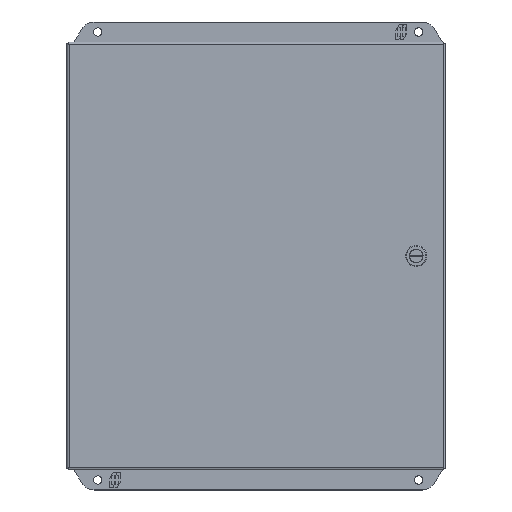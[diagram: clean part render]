
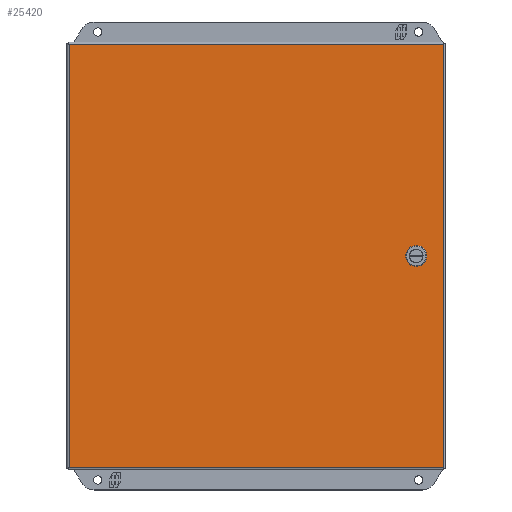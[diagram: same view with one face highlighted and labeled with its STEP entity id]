
A CAD part, front view. The second image highlights one B-rep face of the part: STEP entity #25420.
In plain terms, the highlighted planar face has unit normal (0, -1, 0).
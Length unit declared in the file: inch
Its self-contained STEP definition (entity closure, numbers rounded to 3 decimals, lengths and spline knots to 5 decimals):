
#69 = DIRECTION ( 'NONE',  ( 0., 0., -1. ) ) ;
#421 = CARTESIAN_POINT ( 'NONE',  ( 6.23768, -8.61133, 0.07559 ) ) ;
#756 = EDGE_CURVE ( 'NONE', #17223, #20478, #23974, .T. ) ;
#843 = DIRECTION ( 'NONE',  ( 0., 0., 1. ) ) ;
#1754 = ORIENTED_EDGE ( 'NONE', *, *, #21177, .T. ) ;
#2530 = VERTEX_POINT ( 'NONE', #23922 ) ;
#2892 = EDGE_CURVE ( 'NONE', #20478, #18901, #22607, .T. ) ;
#3055 = EDGE_CURVE ( 'NONE', #18901, #8125, #3980, .T. ) ;
#3222 = ORIENTED_EDGE ( 'NONE', *, *, #24863, .F. ) ;
#3259 = VECTOR ( 'NONE', #5601, 39.37008 ) ;
#3275 = EDGE_CURVE ( 'NONE', #8125, #12284, #5729, .T. ) ;
#3670 = CARTESIAN_POINT ( 'NONE',  ( 5.98226, -8.61133, 0.331 ) ) ;
#3684 = ORIENTED_EDGE ( 'NONE', *, *, #756, .F. ) ;
#3890 = VECTOR ( 'NONE', #13559, 39.37008 ) ;
#3980 = LINE ( 'NONE', #16993, #11514 ) ;
#4128 = CARTESIAN_POINT ( 'NONE',  ( 5.57568, -8.61133, 0.07559 ) ) ;
#4171 = LINE ( 'NONE', #14864, #21778 ) ;
#4276 = VECTOR ( 'NONE', #843, 39.37008 ) ;
#4658 = CARTESIAN_POINT ( 'NONE',  ( 5.98226, -8.61133, -0.331 ) ) ;
#5601 = DIRECTION ( 'NONE',  ( -0.707, 0., 0.707 ) ) ;
#5701 = EDGE_CURVE ( 'NONE', #16483, #8494, #7498, .T. ) ;
#5729 = LINE ( 'NONE', #3670, #3259 ) ;
#5921 = DIRECTION ( 'NONE',  ( -1., 0., 0. ) ) ;
#6458 = VECTOR ( 'NONE', #9057, 39.37008 ) ;
#6471 = CARTESIAN_POINT ( 'NONE',  ( -7.07332, -8.61133, 7.914 ) ) ;
#6644 = ORIENTED_EDGE ( 'NONE', *, *, #10962, .F. ) ;
#7009 = CARTESIAN_POINT ( 'NONE',  ( 6.91268, -8.61133, -7.914 ) ) ;
#7498 = LINE ( 'NONE', #8325, #25632 ) ;
#7794 = CARTESIAN_POINT ( 'NONE',  ( 6.91268, -8.61133, -7.914 ) ) ;
#7875 = ORIENTED_EDGE ( 'NONE', *, *, #22445, .T. ) ;
#7918 = CARTESIAN_POINT ( 'NONE',  ( 5.83109, -8.61133, -0.331 ) ) ;
#8125 = VERTEX_POINT ( 'NONE', #421 ) ;
#8325 = CARTESIAN_POINT ( 'NONE',  ( -7.07332, -8.61133, -7.914 ) ) ;
#8494 = VERTEX_POINT ( 'NONE', #7794 ) ;
#8550 = VECTOR ( 'NONE', #13712, 39.37008 ) ;
#8941 = VECTOR ( 'NONE', #69, 39.37008 ) ;
#9057 = DIRECTION ( 'NONE',  ( -1., 0., 0. ) ) ;
#10053 = VERTEX_POINT ( 'NONE', #13997 ) ;
#10180 = CARTESIAN_POINT ( 'NONE',  ( 5.83109, -8.61133, 0.331 ) ) ;
#10803 = DIRECTION ( 'NONE',  ( 0., 0., 1. ) ) ;
#10935 = CARTESIAN_POINT ( 'NONE',  ( -7.07332, -8.61133, 7.914 ) ) ;
#10962 = EDGE_CURVE ( 'NONE', #20820, #23803, #12330, .T. ) ;
#11514 = VECTOR ( 'NONE', #10803, 39.37008 ) ;
#11785 = DIRECTION ( 'NONE',  ( 0.707, 0., 0.707 ) ) ;
#11881 = FACE_BOUND ( 'NONE', #20237, .T. ) ;
#12284 = VERTEX_POINT ( 'NONE', #21103 ) ;
#12330 = LINE ( 'NONE', #4128, #16062 ) ;
#12390 = VECTOR ( 'NONE', #11785, 39.37008 ) ;
#12465 = DIRECTION ( 'NONE',  ( -0.707, 0., -0.707 ) ) ;
#12819 = EDGE_CURVE ( 'NONE', #12284, #20820, #25759, .T. ) ;
#12833 = EDGE_CURVE ( 'NONE', #8494, #10053, #22199, .T. ) ;
#13559 = DIRECTION ( 'NONE',  ( 1., 0., 0. ) ) ;
#13590 = ORIENTED_EDGE ( 'NONE', *, *, #12833, .T. ) ;
#13676 = DIRECTION ( 'NONE',  ( 0., 0., -1. ) ) ;
#13681 = CARTESIAN_POINT ( 'NONE',  ( 6.23768, -8.61133, -0.07559 ) ) ;
#13712 = DIRECTION ( 'NONE',  ( 0.707, 0., -0.707 ) ) ;
#13954 = VERTEX_POINT ( 'NONE', #10935 ) ;
#13997 = CARTESIAN_POINT ( 'NONE',  ( 6.91268, -8.61133, 7.914 ) ) ;
#14071 = DIRECTION ( 'NONE',  ( 1., 0., 0. ) ) ;
#14147 = VECTOR ( 'NONE', #5921, 39.37008 ) ;
#14564 = LINE ( 'NONE', #23720, #8550 ) ;
#14818 = ORIENTED_EDGE ( 'NONE', *, *, #19675, .F. ) ;
#14864 = CARTESIAN_POINT ( 'NONE',  ( 5.57568, -8.61133, -0.07559 ) ) ;
#15404 = ORIENTED_EDGE ( 'NONE', *, *, #12819, .F. ) ;
#16062 = VECTOR ( 'NONE', #12465, 39.37008 ) ;
#16413 = CARTESIAN_POINT ( 'NONE',  ( -7.07332, -8.61133, -7.914 ) ) ;
#16483 = VERTEX_POINT ( 'NONE', #19279 ) ;
#16993 = CARTESIAN_POINT ( 'NONE',  ( 6.23768, -8.61133, 0.07559 ) ) ;
#17223 = VERTEX_POINT ( 'NONE', #7918 ) ;
#18901 = VERTEX_POINT ( 'NONE', #13681 ) ;
#19279 = CARTESIAN_POINT ( 'NONE',  ( -7.07332, -8.61133, -7.914 ) ) ;
#19473 = CARTESIAN_POINT ( 'NONE',  ( 5.83109, -8.61133, 0.331 ) ) ;
#19675 = EDGE_CURVE ( 'NONE', #23803, #2530, #4171, .T. ) ;
#19832 = ORIENTED_EDGE ( 'NONE', *, *, #3055, .F. ) ;
#20237 = EDGE_LOOP ( 'NONE', ( #3684, #3222, #14818, #6644, #15404, #24096, #19832, #24917 ) ) ;
#20278 = CARTESIAN_POINT ( 'NONE',  ( 6.23768, -8.61133, -0.07559 ) ) ;
#20478 = VERTEX_POINT ( 'NONE', #4658 ) ;
#20820 = VERTEX_POINT ( 'NONE', #10180 ) ;
#20851 = LINE ( 'NONE', #6471, #14147 ) ;
#21103 = CARTESIAN_POINT ( 'NONE',  ( 5.98226, -8.61133, 0.331 ) ) ;
#21177 = EDGE_CURVE ( 'NONE', #10053, #13954, #20851, .T. ) ;
#21522 = CARTESIAN_POINT ( 'NONE',  ( -7.07332, -8.61133, -7.914 ) ) ;
#21778 = VECTOR ( 'NONE', #23211, 39.37008 ) ;
#22199 = LINE ( 'NONE', #7009, #4276 ) ;
#22308 = PLANE ( 'NONE',  #24771 ) ;
#22445 = EDGE_CURVE ( 'NONE', #13954, #16483, #23088, .T. ) ;
#22607 = LINE ( 'NONE', #20278, #12390 ) ;
#23088 = LINE ( 'NONE', #21522, #8941 ) ;
#23211 = DIRECTION ( 'NONE',  ( 0., 0., -1. ) ) ;
#23720 = CARTESIAN_POINT ( 'NONE',  ( 5.83109, -8.61133, -0.331 ) ) ;
#23803 = VERTEX_POINT ( 'NONE', #24250 ) ;
#23922 = CARTESIAN_POINT ( 'NONE',  ( 5.57568, -8.61133, -0.07559 ) ) ;
#23974 = LINE ( 'NONE', #26142, #3890 ) ;
#24096 = ORIENTED_EDGE ( 'NONE', *, *, #3275, .F. ) ;
#24250 = CARTESIAN_POINT ( 'NONE',  ( 5.57568, -8.61133, 0.07559 ) ) ;
#24445 = EDGE_LOOP ( 'NONE', ( #13590, #1754, #7875, #26317 ) ) ;
#24758 = DIRECTION ( 'NONE',  ( 0., -1., 0. ) ) ;
#24771 = AXIS2_PLACEMENT_3D ( 'NONE', #16413, #24758, #13676 ) ;
#24863 = EDGE_CURVE ( 'NONE', #2530, #17223, #14564, .T. ) ;
#24917 = ORIENTED_EDGE ( 'NONE', *, *, #2892, .F. ) ;
#25420 = ADVANCED_FACE ( 'NONE', ( #11881, #26796 ), #22308, .T. ) ;
#25632 = VECTOR ( 'NONE', #14071, 39.37008 ) ;
#25759 = LINE ( 'NONE', #19473, #6458 ) ;
#26142 = CARTESIAN_POINT ( 'NONE',  ( 5.98226, -8.61133, -0.331 ) ) ;
#26317 = ORIENTED_EDGE ( 'NONE', *, *, #5701, .T. ) ;
#26796 = FACE_OUTER_BOUND ( 'NONE', #24445, .T. ) ;
